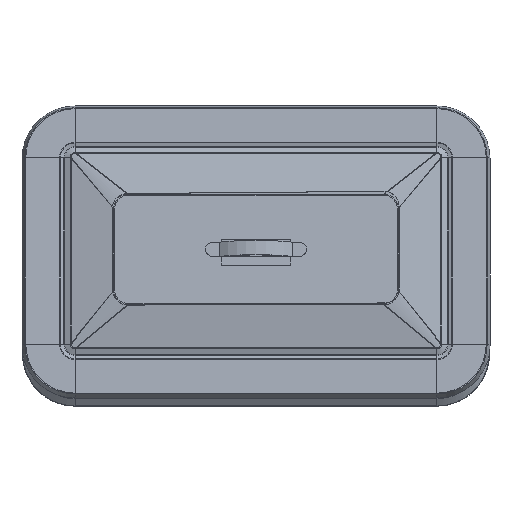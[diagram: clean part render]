
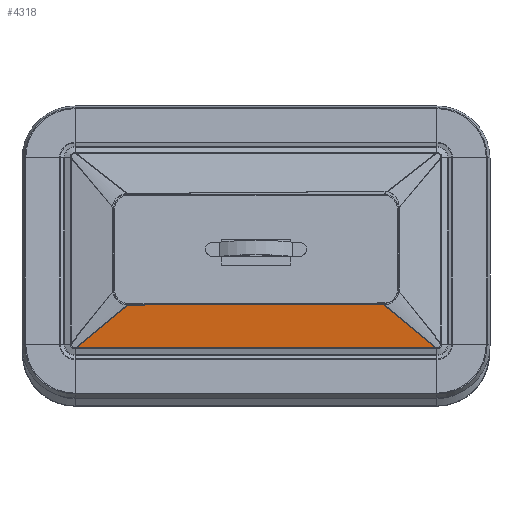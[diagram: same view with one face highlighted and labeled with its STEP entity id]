
A CAD part, top view. The second image highlights one B-rep face of the part: STEP entity #4318.
In plain terms, the highlighted free-form (B-spline) face has degree [1, 1] with [2, 2] control points.
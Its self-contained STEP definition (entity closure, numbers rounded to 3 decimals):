
#2558 = PLANE('',#2559);
#2559 = AXIS2_PLACEMENT_3D('',#2560,#2561,#2562);
#2560 = CARTESIAN_POINT('',(125.37,-68.644,6.));
#2561 = DIRECTION('',(0.,-0.406,0.914));
#2562 = DIRECTION('',(1.,0.,0.));
#3343 = VERTEX_POINT('',#3344);
#3344 = CARTESIAN_POINT('',(-125.37,-68.644,6.));
#3378 = B_SPLINE_SURFACE_WITH_KNOTS('',8,1,(
    (#3379,#3380)
    ,(#3381,#3382)
    ,(#3383,#3384)
    ,(#3385,#3386)
    ,(#3387,#3388)
    ,(#3389,#3390)
    ,(#3391,#3392)
    ,(#3393,#3394)
    ,(#3395,#3396
    )),.UNSPECIFIED.,.F.,.F.,.F.,(9,9),(2,2),(3.142,
    4.712),(0.,1.),.PIECEWISE_BEZIER_KNOTS.);
#3379 = CARTESIAN_POINT('',(-128.644,-65.37,6.));
#3380 = CARTESIAN_POINT('',(-98.644,-28.644,12.));
#3381 = CARTESIAN_POINT('',(-128.644,-66.013,6.));
#3382 = CARTESIAN_POINT('',(-98.644,-30.608,12.));
#3383 = CARTESIAN_POINT('',(-128.5,-66.656,6.));
#3384 = CARTESIAN_POINT('',(-98.204,-32.571,12.));
#3385 = CARTESIAN_POINT('',(-128.211,-67.261,6.));
#3386 = CARTESIAN_POINT('',(-97.322,-34.419,
    12.));
#3387 = CARTESIAN_POINT('',(-127.79,-67.79,6.));
#3388 = CARTESIAN_POINT('',(-96.037,-36.037,
    12.));
#3389 = CARTESIAN_POINT('',(-127.261,-68.211,6.));
#3390 = CARTESIAN_POINT('',(-94.419,-37.322,12.));
#3391 = CARTESIAN_POINT('',(-126.656,-68.5,6.));
#3392 = CARTESIAN_POINT('',(-92.571,-38.204,12.));
#3393 = CARTESIAN_POINT('',(-126.013,-68.644,6.));
#3394 = CARTESIAN_POINT('',(-90.608,-38.644,12.));
#3395 = CARTESIAN_POINT('',(-125.37,-68.644,6.));
#3396 = CARTESIAN_POINT('',(-88.644,-38.644,12.));
#3410 = VERTEX_POINT('',#3411);
#3411 = CARTESIAN_POINT('',(125.37,-68.644,6.));
#3430 = EDGE_CURVE('',#3410,#3343,#3431,.T.);
#3431 = SURFACE_CURVE('',#3432,(#3436,#3443),.PCURVE_S1.);
#3432 = LINE('',#3433,#3434);
#3433 = CARTESIAN_POINT('',(125.37,-68.644,6.));
#3434 = VECTOR('',#3435,1.);
#3435 = DIRECTION('',(-1.,0.,0.));
#3436 = PCURVE('',#2558,#3437);
#3437 = DEFINITIONAL_REPRESENTATION('',(#3438),#3442);
#3438 = LINE('',#3439,#3440);
#3439 = CARTESIAN_POINT('',(0.,0.));
#3440 = VECTOR('',#3441,1.);
#3441 = DIRECTION('',(-1.,0.));
#3442 = ( GEOMETRIC_REPRESENTATION_CONTEXT(2) 
PARAMETRIC_REPRESENTATION_CONTEXT() REPRESENTATION_CONTEXT('2D SPACE',''
  ) );
#3443 = PCURVE('',#3444,#3449);
#3444 = B_SPLINE_SURFACE_WITH_KNOTS('',1,1,(
    (#3445,#3446)
    ,(#3447,#3448
    )),.UNSPECIFIED.,.F.,.F.,.F.,(2,2),(2,2),(-250.74,0.),(0.,1.
    ),.PIECEWISE_BEZIER_KNOTS.);
#3445 = CARTESIAN_POINT('',(-125.37,-68.644,6.));
#3446 = CARTESIAN_POINT('',(-88.644,-38.644,12.));
#3447 = CARTESIAN_POINT('',(125.37,-68.644,6.));
#3448 = CARTESIAN_POINT('',(88.644,-38.644,12.));
#3449 = DEFINITIONAL_REPRESENTATION('',(#3450),#3454);
#3450 = LINE('',#3451,#3452);
#3451 = CARTESIAN_POINT('',(0.,0.));
#3452 = VECTOR('',#3453,1.);
#3453 = DIRECTION('',(-1.,0.));
#3454 = ( GEOMETRIC_REPRESENTATION_CONTEXT(2) 
PARAMETRIC_REPRESENTATION_CONTEXT() REPRESENTATION_CONTEXT('2D SPACE',''
  ) );
#3498 = B_SPLINE_SURFACE_WITH_KNOTS('',8,1,(
    (#3499,#3500)
    ,(#3501,#3502)
    ,(#3503,#3504)
    ,(#3505,#3506)
    ,(#3507,#3508)
    ,(#3509,#3510)
    ,(#3511,#3512)
    ,(#3513,#3514)
    ,(#3515,#3516
    )),.UNSPECIFIED.,.F.,.F.,.F.,(9,9),(2,2),(4.712,
    6.283),(0.,1.),.PIECEWISE_BEZIER_KNOTS.);
#3499 = CARTESIAN_POINT('',(125.37,-68.644,6.));
#3500 = CARTESIAN_POINT('',(88.644,-38.644,12.));
#3501 = CARTESIAN_POINT('',(126.013,-68.644,6.));
#3502 = CARTESIAN_POINT('',(90.608,-38.644,12.));
#3503 = CARTESIAN_POINT('',(126.656,-68.5,6.));
#3504 = CARTESIAN_POINT('',(92.571,-38.204,12.));
#3505 = CARTESIAN_POINT('',(127.261,-68.211,6.));
#3506 = CARTESIAN_POINT('',(94.419,-37.322,
    12.));
#3507 = CARTESIAN_POINT('',(127.79,-67.79,6.));
#3508 = CARTESIAN_POINT('',(96.037,-36.037,
    12.));
#3509 = CARTESIAN_POINT('',(128.211,-67.261,6.));
#3510 = CARTESIAN_POINT('',(97.322,-34.419,
    12.));
#3511 = CARTESIAN_POINT('',(128.5,-66.656,6.));
#3512 = CARTESIAN_POINT('',(98.204,-32.571,12.));
#3513 = CARTESIAN_POINT('',(128.644,-66.013,6.));
#3514 = CARTESIAN_POINT('',(98.644,-30.608,12.));
#3515 = CARTESIAN_POINT('',(128.644,-65.37,6.));
#3516 = CARTESIAN_POINT('',(98.644,-28.644,12.));
#4191 = PLANE('',#4192);
#4192 = AXIS2_PLACEMENT_3D('',#4193,#4194,#4195);
#4193 = CARTESIAN_POINT('',(-0.007,0.849,
    12.));
#4194 = DIRECTION('',(0.,0.,1.));
#4195 = DIRECTION('',(0.,1.,0.));
#4274 = EDGE_CURVE('',#3343,#4275,#4277,.T.);
#4275 = VERTEX_POINT('',#4276);
#4276 = CARTESIAN_POINT('',(-88.644,-38.644,12.));
#4277 = SURFACE_CURVE('',#4278,(#4281,#4288),.PCURVE_S1.);
#4278 = B_SPLINE_CURVE_WITH_KNOTS('',1,(#4279,#4280),.UNSPECIFIED.,.F.,
  .F.,(2,2),(0.,1.),.PIECEWISE_BEZIER_KNOTS.);
#4279 = CARTESIAN_POINT('',(-125.37,-68.644,6.));
#4280 = CARTESIAN_POINT('',(-88.644,-38.644,12.));
#4281 = PCURVE('',#3378,#4282);
#4282 = DEFINITIONAL_REPRESENTATION('',(#4283),#4287);
#4283 = LINE('',#4284,#4285);
#4284 = CARTESIAN_POINT('',(4.712,0.));
#4285 = VECTOR('',#4286,1.);
#4286 = DIRECTION('',(0.,1.));
#4287 = ( GEOMETRIC_REPRESENTATION_CONTEXT(2) 
PARAMETRIC_REPRESENTATION_CONTEXT() REPRESENTATION_CONTEXT('2D SPACE',''
  ) );
#4288 = PCURVE('',#3444,#4289);
#4289 = DEFINITIONAL_REPRESENTATION('',(#4290),#4294);
#4290 = LINE('',#4291,#4292);
#4291 = CARTESIAN_POINT('',(-250.74,0.));
#4292 = VECTOR('',#4293,1.);
#4293 = DIRECTION('',(0.,1.));
#4294 = ( GEOMETRIC_REPRESENTATION_CONTEXT(2) 
PARAMETRIC_REPRESENTATION_CONTEXT() REPRESENTATION_CONTEXT('2D SPACE',''
  ) );
#4318 = ADVANCED_FACE('',(#4319),#3444,.T.);
#4319 = FACE_BOUND('',#4320,.T.);
#4320 = EDGE_LOOP('',(#4321,#4322,#4344,#4371,#4391));
#4321 = ORIENTED_EDGE('',*,*,#3430,.F.);
#4322 = ORIENTED_EDGE('',*,*,#4323,.T.);
#4323 = EDGE_CURVE('',#3410,#4324,#4326,.T.);
#4324 = VERTEX_POINT('',#4325);
#4325 = CARTESIAN_POINT('',(88.644,-38.644,12.));
#4326 = SURFACE_CURVE('',#4327,(#4330,#4337),.PCURVE_S1.);
#4327 = B_SPLINE_CURVE_WITH_KNOTS('',1,(#4328,#4329),.UNSPECIFIED.,.F.,
  .F.,(2,2),(0.,1.),.PIECEWISE_BEZIER_KNOTS.);
#4328 = CARTESIAN_POINT('',(125.37,-68.644,6.));
#4329 = CARTESIAN_POINT('',(88.644,-38.644,12.));
#4330 = PCURVE('',#3444,#4331);
#4331 = DEFINITIONAL_REPRESENTATION('',(#4332),#4336);
#4332 = LINE('',#4333,#4334);
#4333 = CARTESIAN_POINT('',(0.,0.));
#4334 = VECTOR('',#4335,1.);
#4335 = DIRECTION('',(0.,1.));
#4336 = ( GEOMETRIC_REPRESENTATION_CONTEXT(2) 
PARAMETRIC_REPRESENTATION_CONTEXT() REPRESENTATION_CONTEXT('2D SPACE',''
  ) );
#4337 = PCURVE('',#3498,#4338);
#4338 = DEFINITIONAL_REPRESENTATION('',(#4339),#4343);
#4339 = LINE('',#4340,#4341);
#4340 = CARTESIAN_POINT('',(4.712,0.));
#4341 = VECTOR('',#4342,1.);
#4342 = DIRECTION('',(0.,1.));
#4343 = ( GEOMETRIC_REPRESENTATION_CONTEXT(2) 
PARAMETRIC_REPRESENTATION_CONTEXT() REPRESENTATION_CONTEXT('2D SPACE',''
  ) );
#4344 = ORIENTED_EDGE('',*,*,#4345,.T.);
#4345 = EDGE_CURVE('',#4324,#4346,#4348,.T.);
#4346 = VERTEX_POINT('',#4347);
#4347 = CARTESIAN_POINT('',(-50.57,-38.644,12.));
#4348 = SURFACE_CURVE('',#4349,(#4353,#4359),.PCURVE_S1.);
#4349 = LINE('',#4350,#4351);
#4350 = CARTESIAN_POINT('',(88.644,-38.644,12.));
#4351 = VECTOR('',#4352,1.);
#4352 = DIRECTION('',(-1.,0.,0.));
#4353 = PCURVE('',#3444,#4354);
#4354 = DEFINITIONAL_REPRESENTATION('',(#4355),#4358);
#4355 = B_SPLINE_CURVE_WITH_KNOTS('',1,(#4356,#4357),.UNSPECIFIED.,.F.,
  .F.,(2,2),(0.,177.288),.PIECEWISE_BEZIER_KNOTS.);
#4356 = CARTESIAN_POINT('',(0.,1.));
#4357 = CARTESIAN_POINT('',(-250.74,1.));
#4358 = ( GEOMETRIC_REPRESENTATION_CONTEXT(2) 
PARAMETRIC_REPRESENTATION_CONTEXT() REPRESENTATION_CONTEXT('2D SPACE',''
  ) );
#4359 = PCURVE('',#4360,#4365);
#4360 = PLANE('',#4361);
#4361 = AXIS2_PLACEMENT_3D('',#4362,#4363,#4364);
#4362 = CARTESIAN_POINT('',(0.,0.,12.)
  );
#4363 = DIRECTION('',(0.,0.,1.));
#4364 = DIRECTION('',(1.,0.,0.));
#4365 = DEFINITIONAL_REPRESENTATION('',(#4366),#4370);
#4366 = LINE('',#4367,#4368);
#4367 = CARTESIAN_POINT('',(88.644,-38.644));
#4368 = VECTOR('',#4369,1.);
#4369 = DIRECTION('',(-1.,0.));
#4370 = ( GEOMETRIC_REPRESENTATION_CONTEXT(2) 
PARAMETRIC_REPRESENTATION_CONTEXT() REPRESENTATION_CONTEXT('2D SPACE',''
  ) );
#4371 = ORIENTED_EDGE('',*,*,#4372,.T.);
#4372 = EDGE_CURVE('',#4346,#4275,#4373,.T.);
#4373 = SURFACE_CURVE('',#4374,(#4378,#4384),.PCURVE_S1.);
#4374 = LINE('',#4375,#4376);
#4375 = CARTESIAN_POINT('',(88.644,-38.644,12.));
#4376 = VECTOR('',#4377,1.);
#4377 = DIRECTION('',(-1.,0.,0.));
#4378 = PCURVE('',#3444,#4379);
#4379 = DEFINITIONAL_REPRESENTATION('',(#4380),#4383);
#4380 = B_SPLINE_CURVE_WITH_KNOTS('',1,(#4381,#4382),.UNSPECIFIED.,.F.,
  .F.,(2,2),(0.,177.288),.PIECEWISE_BEZIER_KNOTS.);
#4381 = CARTESIAN_POINT('',(0.,1.));
#4382 = CARTESIAN_POINT('',(-250.74,1.));
#4383 = ( GEOMETRIC_REPRESENTATION_CONTEXT(2) 
PARAMETRIC_REPRESENTATION_CONTEXT() REPRESENTATION_CONTEXT('2D SPACE',''
  ) );
#4384 = PCURVE('',#4191,#4385);
#4385 = DEFINITIONAL_REPRESENTATION('',(#4386),#4390);
#4386 = LINE('',#4387,#4388);
#4387 = CARTESIAN_POINT('',(-39.493,-88.652));
#4388 = VECTOR('',#4389,1.);
#4389 = DIRECTION('',(0.,1.));
#4390 = ( GEOMETRIC_REPRESENTATION_CONTEXT(2) 
PARAMETRIC_REPRESENTATION_CONTEXT() REPRESENTATION_CONTEXT('2D SPACE',''
  ) );
#4391 = ORIENTED_EDGE('',*,*,#4274,.F.);
